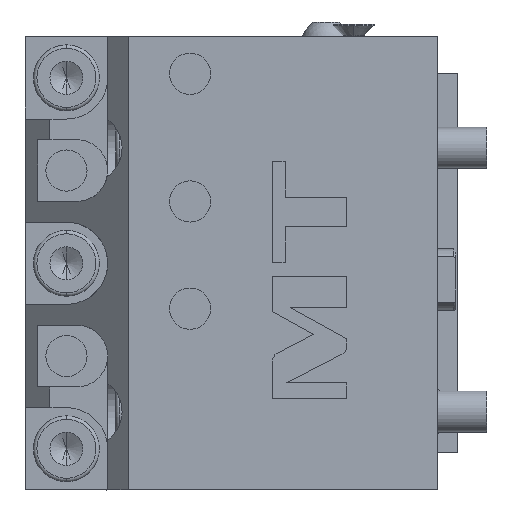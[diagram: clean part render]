
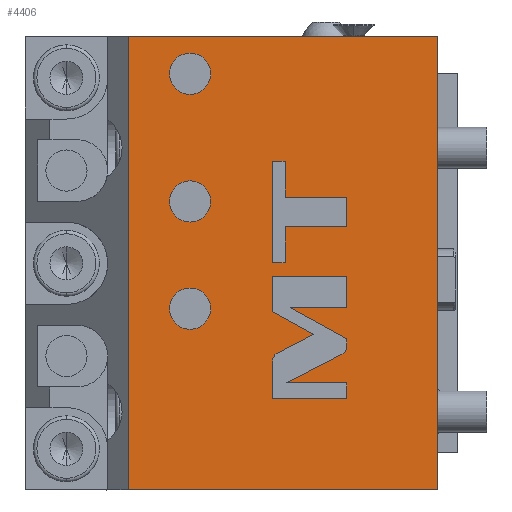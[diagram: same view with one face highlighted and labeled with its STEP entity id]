
A CAD part, front view. The second image highlights one B-rep face of the part: STEP entity #4406.
In plain terms, the highlighted planar face has unit normal (0, -1, 0).
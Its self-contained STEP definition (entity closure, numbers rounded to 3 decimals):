
#26=DIRECTION('',(1.,0.,0.));
#27=VECTOR('',#26,75.);
#28=CARTESIAN_POINT('',(-75.,-42.,-51.));
#29=LINE('',#28,#27);
#219=DIRECTION('',(1.,0.,0.));
#220=VECTOR('',#219,75.);
#221=CARTESIAN_POINT('',(-75.,-42.,59.));
#222=LINE('',#221,#220);
#627=DIRECTION('',(0.,0.,1.));
#628=VECTOR('',#627,110.);
#629=CARTESIAN_POINT('',(0.,-42.,-51.));
#630=LINE('',#629,#628);
#687=DIRECTION('',(0.,0.,1.));
#688=VECTOR('',#687,110.);
#689=CARTESIAN_POINT('',(-75.,-42.,-51.));
#690=LINE('',#689,#688);
#691=CARTESIAN_POINT('',(-60.,-42.,50.));
#692=DIRECTION('',(0.,-1.,0.));
#693=DIRECTION('',(0.,0.,1.));
#694=AXIS2_PLACEMENT_3D('',#691,#692,#693);
#696=CARTESIAN_POINT('',(-60.,-42.,50.));
#697=DIRECTION('',(0.,-1.,0.));
#698=DIRECTION('',(0.,0.,-1.));
#699=AXIS2_PLACEMENT_3D('',#696,#697,#698);
#701=CARTESIAN_POINT('',(-60.,-42.,19.));
#702=DIRECTION('',(0.,-1.,0.));
#703=DIRECTION('',(0.,0.,1.));
#704=AXIS2_PLACEMENT_3D('',#701,#702,#703);
#706=CARTESIAN_POINT('',(-60.,-42.,19.));
#707=DIRECTION('',(0.,-1.,0.));
#708=DIRECTION('',(0.,0.,-1.));
#709=AXIS2_PLACEMENT_3D('',#706,#707,#708);
#711=CARTESIAN_POINT('',(-60.,-42.,-7.));
#712=DIRECTION('',(0.,-1.,0.));
#713=DIRECTION('',(0.,0.,1.));
#714=AXIS2_PLACEMENT_3D('',#711,#712,#713);
#716=CARTESIAN_POINT('',(-60.,-42.,-7.));
#717=DIRECTION('',(0.,-1.,0.));
#718=DIRECTION('',(0.,0.,-1.));
#719=AXIS2_PLACEMENT_3D('',#716,#717,#718);
#721=CARTESIAN_POINT('',(-38.828,-42.,-17.794));
#722=CARTESIAN_POINT('',(-39.551,-42.,-18.168));
#723=CARTESIAN_POINT('',(-40.,-42.,-18.905));
#724=CARTESIAN_POINT('',(-40.,-42.,-19.719));
#726=DIRECTION('',(0.,0.,-1.));
#727=VECTOR('',#726,9.049);
#728=CARTESIAN_POINT('',(-40.,-42.,-19.719));
#729=LINE('',#728,#727);
#730=DIRECTION('',(1.,0.,0.));
#731=VECTOR('',#730,18.);
#732=CARTESIAN_POINT('',(-40.,-42.,-28.768));
#733=LINE('',#732,#731);
#734=DIRECTION('',(0.,0.,1.));
#735=VECTOR('',#734,3.744);
#736=CARTESIAN_POINT('',(-22.,-42.,-28.768));
#737=LINE('',#736,#735);
#738=DIRECTION('',(-1.,0.,0.));
#739=VECTOR('',#738,14.582);
#740=CARTESIAN_POINT('',(-22.,-42.,-25.024));
#741=LINE('',#740,#739);
#742=DIRECTION('',(0.888,0.,0.459));
#743=VECTOR('',#742,15.097);
#744=CARTESIAN_POINT('',(-36.582,-42.,-25.024));
#745=LINE('',#744,#743);
#746=CARTESIAN_POINT('',(-23.172,-42.,-18.09));
#747=CARTESIAN_POINT('',(-22.448,-42.,-17.716));
#748=CARTESIAN_POINT('',(-22.,-42.,-16.977));
#749=CARTESIAN_POINT('',(-22.,-42.,-16.162));
#751=DIRECTION('',(0.,0.,1.));
#752=VECTOR('',#751,1.877);
#753=CARTESIAN_POINT('',(-22.,-42.,-16.162));
#754=LINE('',#753,#752);
#755=DIRECTION('',(-0.877,0.,0.481));
#756=VECTOR('',#755,15.618);
#757=CARTESIAN_POINT('',(-22.,-42.,-14.285));
#758=LINE('',#757,#756);
#759=DIRECTION('',(1.,0.,0.));
#760=VECTOR('',#759,13.691);
#761=CARTESIAN_POINT('',(-35.691,-42.,-6.77));
#762=LINE('',#761,#760);
#763=DIRECTION('',(0.,0.,1.));
#764=VECTOR('',#763,7.574);
#765=CARTESIAN_POINT('',(-22.,-42.,-6.77));
#766=LINE('',#765,#764);
#767=DIRECTION('',(-1.,0.,0.));
#768=VECTOR('',#767,18.);
#769=CARTESIAN_POINT('',(-22.,-42.,0.805));
#770=LINE('',#769,#768);
#771=DIRECTION('',(0.,0.,-1.));
#772=VECTOR('',#771,8.539);
#773=CARTESIAN_POINT('',(-40.,-42.,0.805));
#774=LINE('',#773,#772);
#775=DIRECTION('',(0.877,0.,-0.481));
#776=VECTOR('',#775,11.413);
#777=CARTESIAN_POINT('',(-40.,-42.,-7.735));
#778=LINE('',#777,#776);
#779=DIRECTION('',(-0.888,0.,-0.459));
#780=VECTOR('',#779,9.944);
#781=CARTESIAN_POINT('',(-29.995,-42.,-13.227));
#782=LINE('',#781,#780);
#783=DIRECTION('',(1.,0.,0.));
#784=VECTOR('',#783,14.935);
#785=CARTESIAN_POINT('',(-36.935,-42.,12.91));
#786=LINE('',#785,#784);
#787=DIRECTION('',(0.,0.,1.));
#788=VECTOR('',#787,7.13);
#789=CARTESIAN_POINT('',(-22.,-42.,12.91));
#790=LINE('',#789,#788);
#791=DIRECTION('',(-1.,0.,0.));
#792=VECTOR('',#791,14.935);
#793=CARTESIAN_POINT('',(-22.,-42.,20.039));
#794=LINE('',#793,#792);
#795=DIRECTION('',(0.,0.,1.));
#796=VECTOR('',#795,8.726);
#797=CARTESIAN_POINT('',(-36.935,-42.,20.039));
#798=LINE('',#797,#796);
#799=DIRECTION('',(-1.,0.,0.));
#800=VECTOR('',#799,3.065);
#801=CARTESIAN_POINT('',(-36.935,-42.,28.766));
#802=LINE('',#801,#800);
#803=DIRECTION('',(0.,0.,-1.));
#804=VECTOR('',#803,24.583);
#805=CARTESIAN_POINT('',(-40.,-42.,28.766));
#806=LINE('',#805,#804);
#807=DIRECTION('',(1.,0.,0.));
#808=VECTOR('',#807,3.065);
#809=CARTESIAN_POINT('',(-40.,-42.,4.183));
#810=LINE('',#809,#808);
#811=DIRECTION('',(0.,0.,1.));
#812=VECTOR('',#811,8.726);
#813=CARTESIAN_POINT('',(-36.935,-42.,4.183));
#814=LINE('',#813,#812);
#3007=CARTESIAN_POINT('',(-75.,-42.,-51.));
#3008=CARTESIAN_POINT('',(0.,-42.,-51.));
#3009=VERTEX_POINT('',#3007);
#3010=VERTEX_POINT('',#3008);
#3017=CARTESIAN_POINT('',(-75.,-42.,59.));
#3018=CARTESIAN_POINT('',(0.,-42.,59.));
#3019=VERTEX_POINT('',#3017);
#3020=VERTEX_POINT('',#3018);
#3564=CARTESIAN_POINT('',(-60.,-42.,55.));
#3565=CARTESIAN_POINT('',(-60.,-42.,45.));
#3566=VERTEX_POINT('',#3564);
#3567=VERTEX_POINT('',#3565);
#3572=CARTESIAN_POINT('',(-60.,-42.,24.));
#3573=CARTESIAN_POINT('',(-60.,-42.,14.));
#3574=VERTEX_POINT('',#3572);
#3575=VERTEX_POINT('',#3573);
#3580=CARTESIAN_POINT('',(-60.,-42.,-2.));
#3581=CARTESIAN_POINT('',(-60.,-42.,-12.));
#3582=VERTEX_POINT('',#3580);
#3583=VERTEX_POINT('',#3581);
#3752=CARTESIAN_POINT('',(-38.828,-42.,-17.794));
#3753=VERTEX_POINT('',#3752);
#3754=CARTESIAN_POINT('',(-40.,-42.,-19.719));
#3755=VERTEX_POINT('',#3754);
#3756=CARTESIAN_POINT('',(-40.,-42.,-28.768));
#3757=VERTEX_POINT('',#3756);
#3758=CARTESIAN_POINT('',(-22.,-42.,-28.768));
#3759=VERTEX_POINT('',#3758);
#3760=CARTESIAN_POINT('',(-22.,-42.,-25.024));
#3761=VERTEX_POINT('',#3760);
#3762=CARTESIAN_POINT('',(-36.582,-42.,-25.024));
#3763=VERTEX_POINT('',#3762);
#3764=CARTESIAN_POINT('',(-23.172,-42.,-18.09));
#3765=VERTEX_POINT('',#3764);
#3766=CARTESIAN_POINT('',(-22.,-42.,-16.162));
#3767=VERTEX_POINT('',#3766);
#3768=CARTESIAN_POINT('',(-22.,-42.,-14.285));
#3769=VERTEX_POINT('',#3768);
#3770=CARTESIAN_POINT('',(-35.691,-42.,-6.77));
#3771=VERTEX_POINT('',#3770);
#3772=CARTESIAN_POINT('',(-22.,-42.,-6.77));
#3773=VERTEX_POINT('',#3772);
#3774=CARTESIAN_POINT('',(-22.,-42.,0.805));
#3775=VERTEX_POINT('',#3774);
#3776=CARTESIAN_POINT('',(-40.,-42.,0.805));
#3777=VERTEX_POINT('',#3776);
#3778=CARTESIAN_POINT('',(-40.,-42.,-7.735));
#3779=VERTEX_POINT('',#3778);
#3780=CARTESIAN_POINT('',(-29.995,-42.,-13.227));
#3781=VERTEX_POINT('',#3780);
#3782=CARTESIAN_POINT('',(-36.935,-42.,12.91));
#3783=VERTEX_POINT('',#3782);
#3784=CARTESIAN_POINT('',(-22.,-42.,12.91));
#3785=VERTEX_POINT('',#3784);
#3786=CARTESIAN_POINT('',(-22.,-42.,20.039));
#3787=VERTEX_POINT('',#3786);
#3788=CARTESIAN_POINT('',(-36.935,-42.,20.039));
#3789=VERTEX_POINT('',#3788);
#3790=CARTESIAN_POINT('',(-36.935,-42.,28.766));
#3791=VERTEX_POINT('',#3790);
#3792=CARTESIAN_POINT('',(-40.,-42.,28.766));
#3793=VERTEX_POINT('',#3792);
#3794=CARTESIAN_POINT('',(-40.,-42.,4.183));
#3795=VERTEX_POINT('',#3794);
#3796=CARTESIAN_POINT('',(-36.935,-42.,4.183));
#3797=VERTEX_POINT('',#3796);
#4326=CARTESIAN_POINT('',(-75.,-42.,-51.));
#4327=DIRECTION('',(0.,-1.,0.));
#4328=DIRECTION('',(1.,0.,0.));
#4329=AXIS2_PLACEMENT_3D('',#4326,#4327,#4328);
#4330=PLANE('',#4329);
#4331=ORIENTED_EDGE('',*,*,#3815,.F.);
#4333=ORIENTED_EDGE('',*,*,#4332,.T.);
#4334=ORIENTED_EDGE('',*,*,#3974,.T.);
#4335=ORIENTED_EDGE('',*,*,#4288,.F.);
#4336=EDGE_LOOP('',(#4331,#4333,#4334,#4335));
#4337=FACE_OUTER_BOUND('',#4336,.F.);
#4339=ORIENTED_EDGE('',*,*,#4338,.T.);
#4341=ORIENTED_EDGE('',*,*,#4340,.T.);
#4342=EDGE_LOOP('',(#4339,#4341));
#4343=FACE_BOUND('',#4342,.F.);
#4345=ORIENTED_EDGE('',*,*,#4344,.T.);
#4347=ORIENTED_EDGE('',*,*,#4346,.T.);
#4348=EDGE_LOOP('',(#4345,#4347));
#4349=FACE_BOUND('',#4348,.F.);
#4351=ORIENTED_EDGE('',*,*,#4350,.T.);
#4353=ORIENTED_EDGE('',*,*,#4352,.T.);
#4354=EDGE_LOOP('',(#4351,#4353));
#4355=FACE_BOUND('',#4354,.F.);
#4357=ORIENTED_EDGE('',*,*,#4356,.T.);
#4359=ORIENTED_EDGE('',*,*,#4358,.T.);
#4361=ORIENTED_EDGE('',*,*,#4360,.T.);
#4363=ORIENTED_EDGE('',*,*,#4362,.T.);
#4365=ORIENTED_EDGE('',*,*,#4364,.T.);
#4367=ORIENTED_EDGE('',*,*,#4366,.T.);
#4369=ORIENTED_EDGE('',*,*,#4368,.T.);
#4371=ORIENTED_EDGE('',*,*,#4370,.T.);
#4373=ORIENTED_EDGE('',*,*,#4372,.T.);
#4375=ORIENTED_EDGE('',*,*,#4374,.T.);
#4377=ORIENTED_EDGE('',*,*,#4376,.T.);
#4379=ORIENTED_EDGE('',*,*,#4378,.T.);
#4381=ORIENTED_EDGE('',*,*,#4380,.T.);
#4383=ORIENTED_EDGE('',*,*,#4382,.T.);
#4385=ORIENTED_EDGE('',*,*,#4384,.T.);
#4386=EDGE_LOOP('',(#4357,#4359,#4361,#4363,#4365,#4367,#4369,#4371,#4373,#4375,
#4377,#4379,#4381,#4383,#4385));
#4387=FACE_BOUND('',#4386,.F.);
#4389=ORIENTED_EDGE('',*,*,#4388,.T.);
#4391=ORIENTED_EDGE('',*,*,#4390,.T.);
#4393=ORIENTED_EDGE('',*,*,#4392,.T.);
#4395=ORIENTED_EDGE('',*,*,#4394,.T.);
#4397=ORIENTED_EDGE('',*,*,#4396,.T.);
#4399=ORIENTED_EDGE('',*,*,#4398,.T.);
#4401=ORIENTED_EDGE('',*,*,#4400,.T.);
#4403=ORIENTED_EDGE('',*,*,#4402,.T.);
#4404=EDGE_LOOP('',(#4389,#4391,#4393,#4395,#4397,#4399,#4401,#4403));
#4405=FACE_BOUND('',#4404,.F.);
#4406=ADVANCED_FACE('',(#4337,#4343,#4349,#4355,#4387,#4405),#4330,.T.);
#695=CIRCLE('',#694,5.);
#700=CIRCLE('',#699,5.);
#705=CIRCLE('',#704,5.);
#710=CIRCLE('',#709,5.);
#715=CIRCLE('',#714,5.);
#720=CIRCLE('',#719,5.);
#725=B_SPLINE_CURVE_WITH_KNOTS('',3,(#721,#722,#723,#724),.UNSPECIFIED.,.F.,.F.,
(4,4),(0.,1.),.UNSPECIFIED.);
#750=B_SPLINE_CURVE_WITH_KNOTS('',3,(#746,#747,#748,#749),.UNSPECIFIED.,.F.,.F.,
(4,4),(0.,1.),.UNSPECIFIED.);
#3815=EDGE_CURVE('',#3009,#3010,#29,.T.);
#3974=EDGE_CURVE('',#3019,#3020,#222,.T.);
#4288=EDGE_CURVE('',#3010,#3020,#630,.T.);
#4332=EDGE_CURVE('',#3009,#3019,#690,.T.);
#4338=EDGE_CURVE('',#3566,#3567,#695,.T.);
#4340=EDGE_CURVE('',#3567,#3566,#700,.T.);
#4344=EDGE_CURVE('',#3574,#3575,#705,.T.);
#4346=EDGE_CURVE('',#3575,#3574,#710,.T.);
#4350=EDGE_CURVE('',#3582,#3583,#715,.T.);
#4352=EDGE_CURVE('',#3583,#3582,#720,.T.);
#4356=EDGE_CURVE('',#3753,#3755,#725,.T.);
#4358=EDGE_CURVE('',#3755,#3757,#729,.T.);
#4360=EDGE_CURVE('',#3757,#3759,#733,.T.);
#4362=EDGE_CURVE('',#3759,#3761,#737,.T.);
#4364=EDGE_CURVE('',#3761,#3763,#741,.T.);
#4366=EDGE_CURVE('',#3763,#3765,#745,.T.);
#4368=EDGE_CURVE('',#3765,#3767,#750,.T.);
#4370=EDGE_CURVE('',#3767,#3769,#754,.T.);
#4372=EDGE_CURVE('',#3769,#3771,#758,.T.);
#4374=EDGE_CURVE('',#3771,#3773,#762,.T.);
#4376=EDGE_CURVE('',#3773,#3775,#766,.T.);
#4378=EDGE_CURVE('',#3775,#3777,#770,.T.);
#4380=EDGE_CURVE('',#3777,#3779,#774,.T.);
#4382=EDGE_CURVE('',#3779,#3781,#778,.T.);
#4384=EDGE_CURVE('',#3781,#3753,#782,.T.);
#4388=EDGE_CURVE('',#3783,#3785,#786,.T.);
#4390=EDGE_CURVE('',#3785,#3787,#790,.T.);
#4392=EDGE_CURVE('',#3787,#3789,#794,.T.);
#4394=EDGE_CURVE('',#3789,#3791,#798,.T.);
#4396=EDGE_CURVE('',#3791,#3793,#802,.T.);
#4398=EDGE_CURVE('',#3793,#3795,#806,.T.);
#4400=EDGE_CURVE('',#3795,#3797,#810,.T.);
#4402=EDGE_CURVE('',#3797,#3783,#814,.T.);
